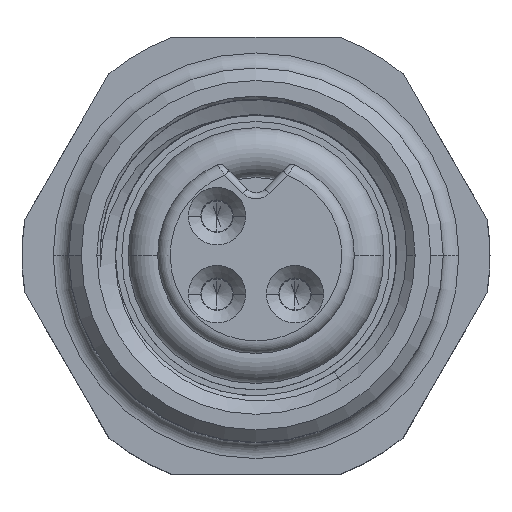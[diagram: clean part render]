
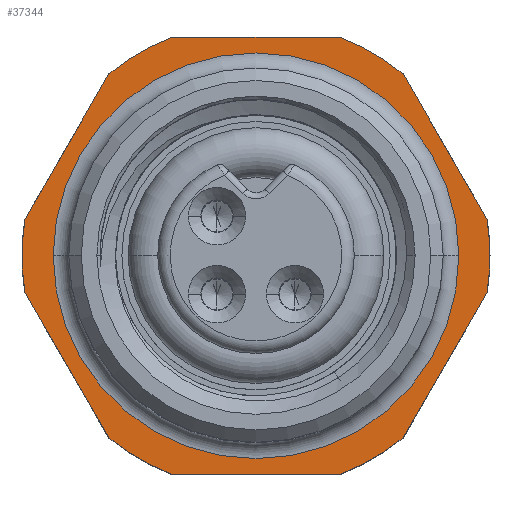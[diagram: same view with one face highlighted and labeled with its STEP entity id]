
A CAD part, top view. The second image highlights one B-rep face of the part: STEP entity #37344.
In plain terms, the highlighted planar face has unit normal (0, 0, 1).
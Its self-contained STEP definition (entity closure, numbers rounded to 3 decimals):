
#33245=CARTESIAN_POINT('',(0.,0.,-1.3));
#33246=DIRECTION('',(0.,0.,-1.));
#33247=DIRECTION('',(0.359,0.933,0.));
#33248=AXIS2_PLACEMENT_3D('',#33245,#33246,#33247);
#33250=DIRECTION('',(0.5,-0.866,0.));
#33251=VECTOR('',#33250,2.693);
#33252=CARTESIAN_POINT('',(2.358,2.916,-1.3));
#33253=LINE('',#33252,#33251);
#33254=CARTESIAN_POINT('',(0.,0.,-1.3));
#33255=DIRECTION('',(0.,0.,-1.));
#33256=DIRECTION('',(0.988,0.156,0.));
#33257=AXIS2_PLACEMENT_3D('',#33254,#33255,#33256);
#33259=DIRECTION('',(-0.5,-0.866,0.));
#33260=VECTOR('',#33259,2.693);
#33261=CARTESIAN_POINT('',(3.704,-0.584,-1.3));
#33262=LINE('',#33261,#33260);
#33263=CARTESIAN_POINT('',(0.,0.,-1.3));
#33264=DIRECTION('',(0.,0.,-1.));
#33265=DIRECTION('',(0.629,-0.778,0.));
#33266=AXIS2_PLACEMENT_3D('',#33263,#33264,#33265);
#33268=DIRECTION('',(-1.,0.,0.));
#33269=VECTOR('',#33268,2.693);
#33270=CARTESIAN_POINT('',(1.346,-3.5,-1.3));
#33271=LINE('',#33270,#33269);
#33272=CARTESIAN_POINT('',(0.,0.,-1.3));
#33273=DIRECTION('',(0.,0.,-1.));
#33274=DIRECTION('',(-0.359,-0.933,0.));
#33275=AXIS2_PLACEMENT_3D('',#33272,#33273,#33274);
#33277=DIRECTION('',(-0.5,0.866,0.));
#33278=VECTOR('',#33277,2.693);
#33279=CARTESIAN_POINT('',(-2.358,-2.916,-1.3));
#33280=LINE('',#33279,#33278);
#33281=CARTESIAN_POINT('',(0.,0.,-1.3));
#33282=DIRECTION('',(0.,0.,-1.));
#33283=DIRECTION('',(-0.988,-0.156,0.));
#33284=AXIS2_PLACEMENT_3D('',#33281,#33282,#33283);
#33286=DIRECTION('',(0.5,0.866,0.));
#33287=VECTOR('',#33286,2.693);
#33288=CARTESIAN_POINT('',(-3.704,0.584,-1.3));
#33289=LINE('',#33288,#33287);
#33290=CARTESIAN_POINT('',(0.,0.,-1.3));
#33291=DIRECTION('',(0.,0.,-1.));
#33292=DIRECTION('',(-0.629,0.778,0.));
#33293=AXIS2_PLACEMENT_3D('',#33290,#33291,#33292);
#33295=DIRECTION('',(1.,0.,0.));
#33296=VECTOR('',#33295,2.693);
#33297=CARTESIAN_POINT('',(-1.346,3.5,-1.3));
#33298=LINE('',#33297,#33296);
#33299=CARTESIAN_POINT('',(0.,0.,-1.3));
#33300=DIRECTION('',(0.,0.,-1.));
#33301=DIRECTION('',(1.,0.,0.));
#33302=AXIS2_PLACEMENT_3D('',#33299,#33300,#33301);
#33304=CARTESIAN_POINT('',(0.,0.,-1.3));
#33305=DIRECTION('',(0.,0.,-1.));
#33306=DIRECTION('',(-1.,0.,0.));
#33307=AXIS2_PLACEMENT_3D('',#33304,#33305,#33306);
#36946=CARTESIAN_POINT('',(1.346,3.5,-1.3));
#36947=CARTESIAN_POINT('',(2.358,2.916,-1.3));
#36948=VERTEX_POINT('',#36946);
#36949=VERTEX_POINT('',#36947);
#36950=CARTESIAN_POINT('',(3.704,0.584,-1.3));
#36951=VERTEX_POINT('',#36950);
#36952=CARTESIAN_POINT('',(3.704,-0.584,-1.3));
#36953=VERTEX_POINT('',#36952);
#36954=CARTESIAN_POINT('',(2.358,-2.916,-1.3));
#36955=VERTEX_POINT('',#36954);
#36956=CARTESIAN_POINT('',(1.346,-3.5,-1.3));
#36957=VERTEX_POINT('',#36956);
#36958=CARTESIAN_POINT('',(-1.346,-3.5,-1.3));
#36959=VERTEX_POINT('',#36958);
#36960=CARTESIAN_POINT('',(-2.358,-2.916,-1.3));
#36961=VERTEX_POINT('',#36960);
#36962=CARTESIAN_POINT('',(-3.704,-0.584,-1.3));
#36963=VERTEX_POINT('',#36962);
#36964=CARTESIAN_POINT('',(-3.704,0.584,-1.3));
#36965=VERTEX_POINT('',#36964);
#36966=CARTESIAN_POINT('',(-2.358,2.916,-1.3));
#36967=VERTEX_POINT('',#36966);
#36968=CARTESIAN_POINT('',(-1.346,3.5,-1.3));
#36969=VERTEX_POINT('',#36968);
#36974=CARTESIAN_POINT('',(3.25,0.,-1.3));
#36975=CARTESIAN_POINT('',(-3.25,0.,-1.3));
#36976=VERTEX_POINT('',#36974);
#36977=VERTEX_POINT('',#36975);
#37309=CARTESIAN_POINT('',(0.,0.,-1.3));
#37310=DIRECTION('',(0.,0.,-1.));
#37311=DIRECTION('',(-1.,0.,0.));
#37312=AXIS2_PLACEMENT_3D('',#37309,#37310,#37311);
#37313=PLANE('',#37312);
#37315=ORIENTED_EDGE('',*,*,#37314,.T.);
#37317=ORIENTED_EDGE('',*,*,#37316,.T.);
#37319=ORIENTED_EDGE('',*,*,#37318,.T.);
#37321=ORIENTED_EDGE('',*,*,#37320,.T.);
#37323=ORIENTED_EDGE('',*,*,#37322,.T.);
#37325=ORIENTED_EDGE('',*,*,#37324,.T.);
#37327=ORIENTED_EDGE('',*,*,#37326,.T.);
#37329=ORIENTED_EDGE('',*,*,#37328,.T.);
#37331=ORIENTED_EDGE('',*,*,#37330,.T.);
#37333=ORIENTED_EDGE('',*,*,#37332,.T.);
#37335=ORIENTED_EDGE('',*,*,#37334,.T.);
#37337=ORIENTED_EDGE('',*,*,#37336,.T.);
#37338=EDGE_LOOP('',(#37315,#37317,#37319,#37321,#37323,#37325,#37327,#37329,
#37331,#37333,#37335,#37337));
#37339=FACE_OUTER_BOUND('',#37338,.F.);
#37340=ORIENTED_EDGE('',*,*,#37291,.F.);
#37341=ORIENTED_EDGE('',*,*,#37276,.F.);
#37342=EDGE_LOOP('',(#37340,#37341));
#37343=FACE_BOUND('',#37342,.F.);
#33249=CIRCLE('',#33248,3.75);
#33258=CIRCLE('',#33257,3.75);
#33267=CIRCLE('',#33266,3.75);
#33276=CIRCLE('',#33275,3.75);
#33285=CIRCLE('',#33284,3.75);
#33294=CIRCLE('',#33293,3.75);
#33303=CIRCLE('',#33302,3.25);
#33308=CIRCLE('',#33307,3.25);
#37276=EDGE_CURVE('',#36977,#36976,#33308,.T.);
#37291=EDGE_CURVE('',#36976,#36977,#33303,.T.);
#37314=EDGE_CURVE('',#36948,#36949,#33249,.T.);
#37316=EDGE_CURVE('',#36949,#36951,#33253,.T.);
#37318=EDGE_CURVE('',#36951,#36953,#33258,.T.);
#37320=EDGE_CURVE('',#36953,#36955,#33262,.T.);
#37322=EDGE_CURVE('',#36955,#36957,#33267,.T.);
#37324=EDGE_CURVE('',#36957,#36959,#33271,.T.);
#37326=EDGE_CURVE('',#36959,#36961,#33276,.T.);
#37328=EDGE_CURVE('',#36961,#36963,#33280,.T.);
#37330=EDGE_CURVE('',#36963,#36965,#33285,.T.);
#37332=EDGE_CURVE('',#36965,#36967,#33289,.T.);
#37334=EDGE_CURVE('',#36967,#36969,#33294,.T.);
#37336=EDGE_CURVE('',#36969,#36948,#33298,.T.);
#37344=ADVANCED_FACE('',(#37339,#37343),#37313,.F.);
